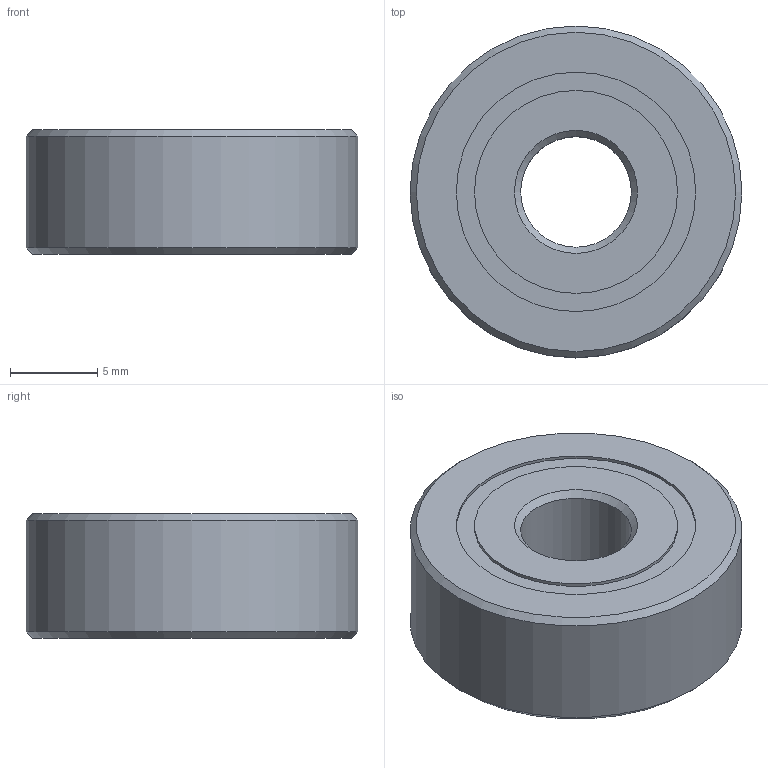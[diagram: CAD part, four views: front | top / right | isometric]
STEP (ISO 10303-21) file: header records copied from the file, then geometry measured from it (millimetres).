
FILE_DESCRIPTION(/* description */ ('STEP AP203'),/* implementation_level */ '2;1');
FILE_NAME(/* name */ 'TTB-0038_75OD_25ID_28WD.stp',/* time_stamp */ '2021-04-28T08:47:55-04:00',/* author */ ('rdogn'),/* organization */ (''),/* preprocessor_version */ 'ST-DEVELOPER v18.1',/* originating_system */ 'Autodesk Inventor 2021',/* authorisation */ '');
FILE_SCHEMA (('AUTOMOTIVE_DESIGN { 1 0 10303 214 3 1 1 }'));
Length unit declared in the file: millimetre
Products named in the file (1): 60355K440_BALL BEARING (1)
Bounding box: 19.05 x 19.05 x 7.14 mm (x, y, z)
Volume: 1451.8 mm3; surface area: 1538 mm2
Topology: 2 solids, 3 shells, 27 faces, 71 edges, 52 vertices
Faces by surface type: cylinder 10, plane 8, cone 4, torus 4, sphere 1
Full cylindrical faces by diameter (mm): 6.35 x1, 11.653 x4, 13.747 x4, 19.05 x1
Entity records: 962 total; most frequent: DIRECTION 186, CARTESIAN_POINT 156, ORIENTED_EDGE 144, AXIS2_PLACEMENT_3D 86, EDGE_CURVE 72, CIRCLE 58, VERTEX_POINT 56, EDGE_LOOP 36
